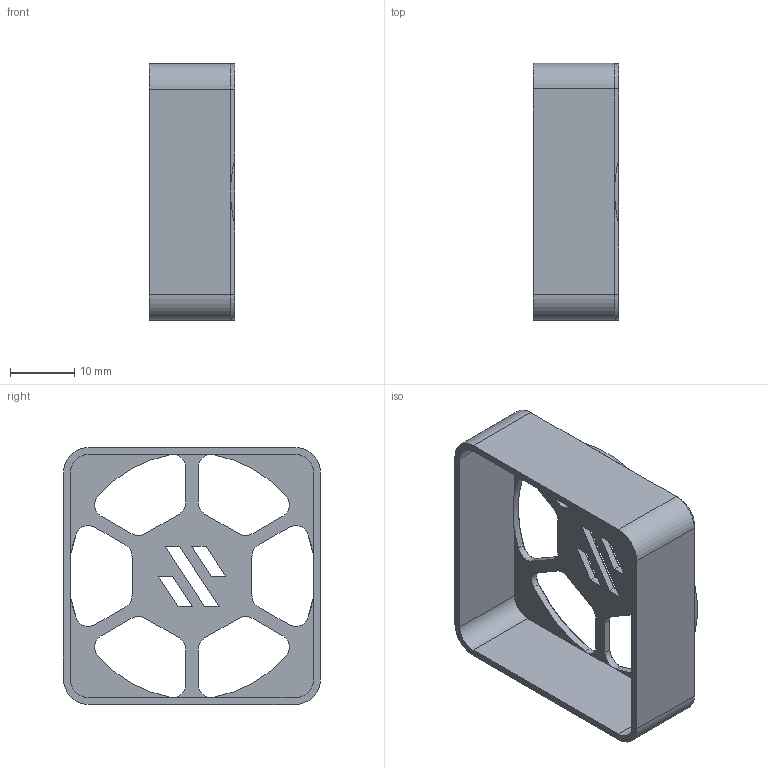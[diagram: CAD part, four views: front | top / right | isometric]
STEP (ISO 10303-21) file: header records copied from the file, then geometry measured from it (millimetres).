
FILE_DESCRIPTION(/* description */ (''),/* implementation_level */ '2;1');
FILE_NAME(/* name */ 'voron2.4_fan_blank-40mm.step',/* time_stamp */ '2024-02-11T14:54:35-08:00',/* author */ (''),/* organization */ (''),/* preprocessor_version */ 'ST-DEVELOPER v20',/* originating_system */ 'Autodesk Translation Framework v12.20.1.177',/* authorisation */ '');
FILE_SCHEMA (('AUTOMOTIVE_DESIGN { 1 0 10303 214 3 1 1 }'));
Length unit declared in the file: millimetre
Products named in the file (1): fan_blank_40mm
Bounding box: 13.33 x 40 x 40 mm (x, y, z)
Volume: 2960.4 mm3; surface area: 5741.7 mm2
Topology: 1 solids, 1 shells, 171 faces, 440 edges, 270 vertices
Faces by surface type: plane 95, cylinder 42, cone 34
Entity records: 5198 total; most frequent: DIRECTION 912, CARTESIAN_POINT 886, ORIENTED_EDGE 880, EDGE_CURVE 440, LINE 308, VECTOR 308, AXIS2_PLACEMENT_3D 302, VERTEX_POINT 270
